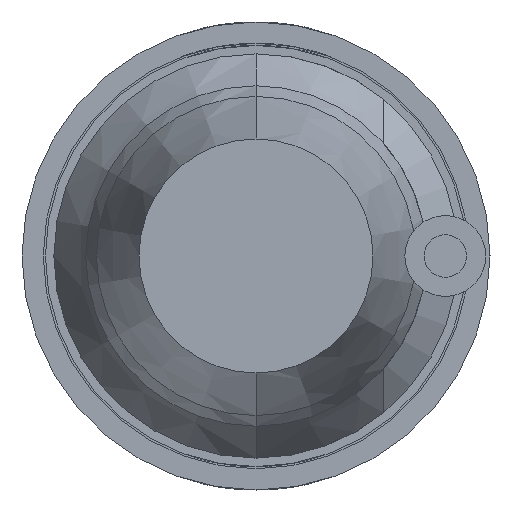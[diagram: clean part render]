
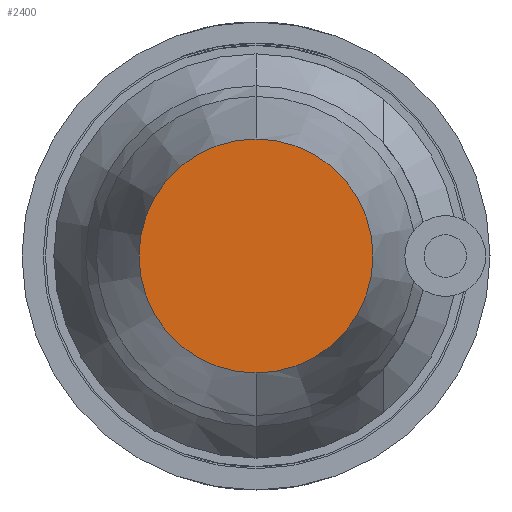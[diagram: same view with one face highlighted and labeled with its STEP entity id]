
A CAD part, front view. The second image highlights one B-rep face of the part: STEP entity #2400.
In plain terms, the highlighted planar face has unit normal (0, -1, 0).
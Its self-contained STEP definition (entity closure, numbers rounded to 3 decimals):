
#149 = CIRCLE ( 'NONE', #858, 0.55 ) ;
#681 = VERTEX_POINT ( 'NONE', #2297 ) ;
#858 = AXIS2_PLACEMENT_3D ( 'NONE', #4187, #5344, #1218 ) ;
#1218 = DIRECTION ( 'NONE',  ( 0., 0., 1. ) ) ;
#1605 = CARTESIAN_POINT ( 'NONE',  ( 0., -39.2, 0.55 ) ) ;
#1800 = CARTESIAN_POINT ( 'NONE',  ( 0., -39.2, 0. ) ) ;
#1950 = EDGE_CURVE ( 'Defeature ausgef�hrt1_26+Defeature ausgef�hrt1_25+Defeature ausgef�hrt1_25+Defeature ausgef�hrt1_25', #681, #5069, #4911, .T. ) ;
#2297 = CARTESIAN_POINT ( 'NONE',  ( 0., -39.2, -0.55 ) ) ;
#2398 = DIRECTION ( 'NONE',  ( 0., 0., -1. ) ) ;
#2400 = ADVANCED_FACE ( 'Defeature ausgef�hrt1_25', ( #4999 ), #5260, .T. ) ;
#2601 = ORIENTED_EDGE ( 'NONE', *, *, #4936, .F. ) ;
#4132 = ORIENTED_EDGE ( 'NONE', *, *, #1950, .F. ) ;
#4187 = CARTESIAN_POINT ( 'NONE',  ( 0., -39.2, 0. ) ) ;
#4355 = EDGE_LOOP ( 'NONE', ( #2601, #4132 ) ) ;
#4911 = CIRCLE ( 'NONE', #4958, 0.55 ) ;
#4936 = EDGE_CURVE ( 'Defeature ausgef�hrt1_26+Defeature ausgef�hrt1_25+Defeature ausgef�hrt1_25+Defeature ausgef�hrt1_25', #5069, #681, #149, .T. ) ;
#4958 = AXIS2_PLACEMENT_3D ( 'NONE', #1800, #5837, #5221 ) ;
#4999 = FACE_OUTER_BOUND ( 'NONE', #4355, .T. ) ;
#5069 = VERTEX_POINT ( 'NONE', #1605 ) ;
#5221 = DIRECTION ( 'NONE',  ( 0., 0., 1. ) ) ;
#5234 = CARTESIAN_POINT ( 'NONE',  ( -0.55, -39.2, 0. ) ) ;
#5260 = PLANE ( 'NONE',  #7294 ) ;
#5344 = DIRECTION ( 'NONE',  ( 0., 1., 0. ) ) ;
#5837 = DIRECTION ( 'NONE',  ( 0., 1., 0. ) ) ;
#5857 = DIRECTION ( 'NONE',  ( 0., -1., 0. ) ) ;
#7294 = AXIS2_PLACEMENT_3D ( 'NONE', #5234, #5857, #2398 ) ;
